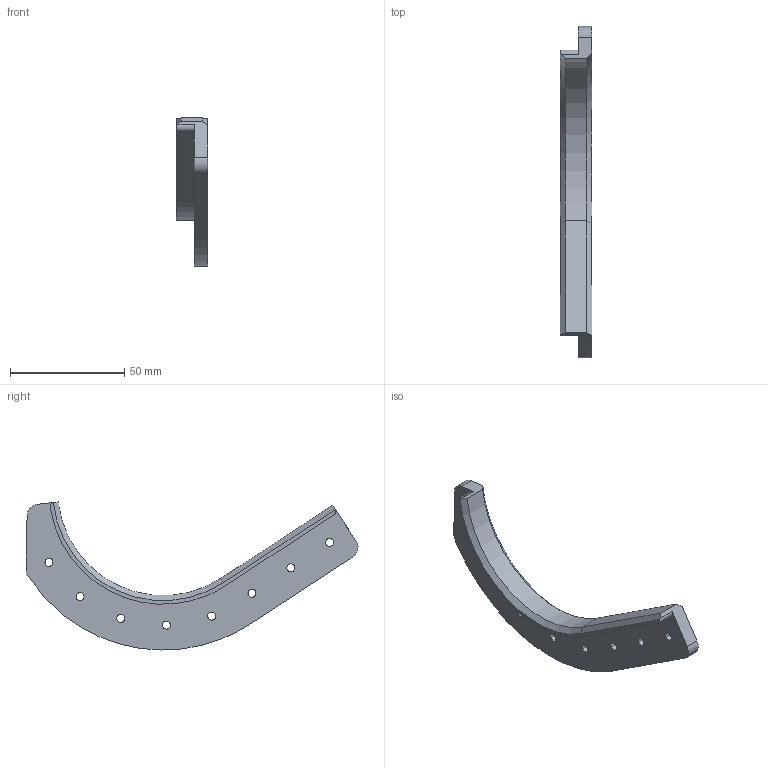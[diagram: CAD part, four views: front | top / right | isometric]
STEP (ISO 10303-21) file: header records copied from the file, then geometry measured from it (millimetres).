
FILE_DESCRIPTION(('CATIA V5 STEP Exchange','CAx-IF Rec.Pracs.--- Model Styling and Organization---1.2---2011-12-15'),'2;1');
FILE_NAME('2121R202_MATRICE.stp','2019-07-15T12:45:05+00:00',('none'),('none'),'Version 5-6 Release 2012','CATIA V5 STEP AP214','none');
FILE_SCHEMA(('AUTOMOTIVE_DESIGN { 1 0 10303 214 1 1 1 1 }'));
Length unit declared in the file: millimetre
Products named in the file (1): 2121R202_MATRICE
Bounding box: 14 x 145.26 x 64.8 mm (x, y, z)
Volume: 27669 mm3; surface area: 12888.7 mm2
Topology: 1 solids, 1 shells, 37 faces, 103 edges, 68 vertices
Faces by surface type: cylinder 24, plane 11, cone 2
Entity records: 1229 total; most frequent: CARTESIAN_POINT 274, ORIENTED_EDGE 206, DIRECTION 152, EDGE_CURVE 103, AXIS2_PLACEMENT_3D 76, VERTEX_POINT 68, EDGE_LOOP 53, VECTOR 48
